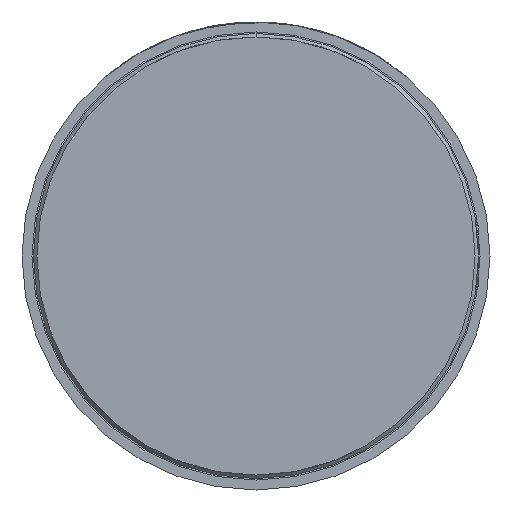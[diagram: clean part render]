
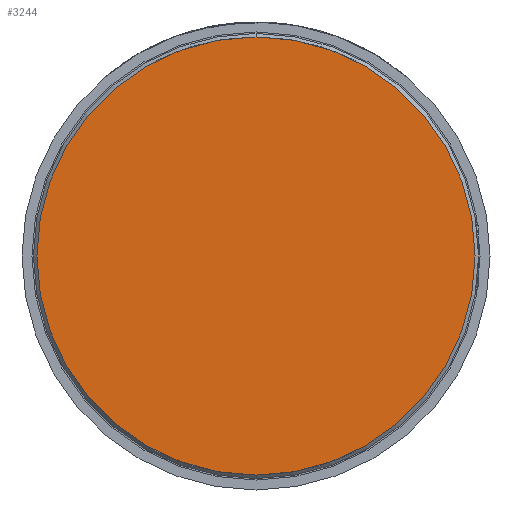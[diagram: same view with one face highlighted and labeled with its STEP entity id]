
A CAD part, front view. The second image highlights one B-rep face of the part: STEP entity #3244.
In plain terms, the highlighted planar face has unit normal (0, -1, 0).
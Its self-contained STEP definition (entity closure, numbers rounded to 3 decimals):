
#65 = VERTEX_POINT ( 'NONE', #673 ) ;
#101 = EDGE_CURVE ( 'Defeature ausgef�hrt1_8+Defeature ausgef�hrt1_15+Defeature ausgef�hrt1_15+Defeature ausgef�hrt1_15', #65, #1248, #3652, .T. ) ;
#110 = AXIS2_PLACEMENT_3D ( 'NONE', #4227, #1198, #2884 ) ;
#405 = ORIENTED_EDGE ( 'NONE', *, *, #3159, .T. ) ;
#673 = CARTESIAN_POINT ( 'NONE',  ( 2.2, 0., 0. ) ) ;
#1198 = DIRECTION ( 'NONE',  ( 0., -1., 0. ) ) ;
#1248 = VERTEX_POINT ( 'NONE', #2871 ) ;
#1362 = CIRCLE ( 'NONE', #110, 2.2 ) ;
#1496 = CARTESIAN_POINT ( 'NONE',  ( 0., 0., -1.9 ) ) ;
#1718 = AXIS2_PLACEMENT_3D ( 'NONE', #1496, #2236, #3234 ) ;
#2221 = PLANE ( 'NONE',  #1718 ) ;
#2236 = DIRECTION ( 'NONE',  ( 0., 1., 0. ) ) ;
#2417 = AXIS2_PLACEMENT_3D ( 'NONE', #2869, #2561, #3898 ) ;
#2561 = DIRECTION ( 'NONE',  ( 0., -1., 0. ) ) ;
#2684 = EDGE_LOOP ( 'NONE', ( #405, #2756 ) ) ;
#2756 = ORIENTED_EDGE ( 'NONE', *, *, #101, .T. ) ;
#2869 = CARTESIAN_POINT ( 'NONE',  ( 0., 0., 0. ) ) ;
#2871 = CARTESIAN_POINT ( 'NONE',  ( -2.2, 0., 0. ) ) ;
#2884 = DIRECTION ( 'NONE',  ( -1., 0., 0. ) ) ;
#3159 = EDGE_CURVE ( 'Defeature ausgef�hrt1_8+Defeature ausgef�hrt1_15+Defeature ausgef�hrt1_15+Defeature ausgef�hrt1_15', #1248, #65, #1362, .T. ) ;
#3234 = DIRECTION ( 'NONE',  ( 1., 0., 0. ) ) ;
#3244 = ADVANCED_FACE ( 'Defeature ausgef�hrt1_8', ( #3856 ), #2221, .F. ) ;
#3652 = CIRCLE ( 'NONE', #2417, 2.2 ) ;
#3856 = FACE_OUTER_BOUND ( 'NONE', #2684, .T. ) ;
#3898 = DIRECTION ( 'NONE',  ( -1., 0., 0. ) ) ;
#4227 = CARTESIAN_POINT ( 'NONE',  ( 0., 0., 0. ) ) ;
